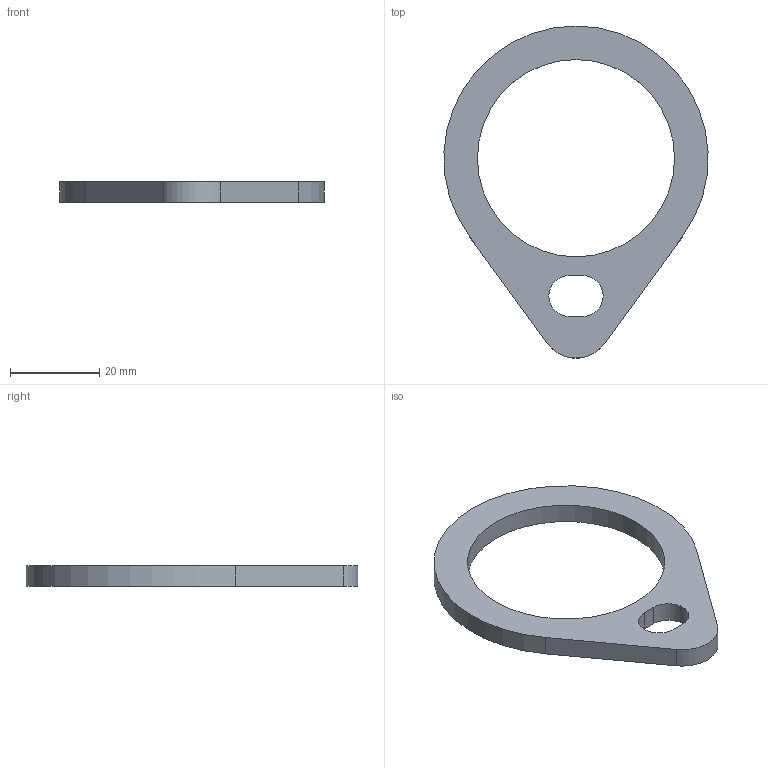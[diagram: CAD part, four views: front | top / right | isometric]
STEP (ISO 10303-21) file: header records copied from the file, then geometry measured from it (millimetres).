
FILE_DESCRIPTION(/* description */ ('Alibre Inc.'),/* implementation_level */ '2;1');
FILE_NAME(/* name */ 'export0',/* time_stamp */ '2011-03-14T11:22:35+01:00',/* author */ (''),/* organization */ (''),/* preprocessor_version */ 'ST-DEVELOPER v12',/* originating_system */ 'Alibre',/* authorisation */ '');
FILE_SCHEMA (('ALIBRE_SCHEMA','CONFIG_CONTROL_DESIGN'));
Length unit declared in the file: centimetre
Products named in the file (1): Auspuffflansch Shovelhead
Bounding box: 59.33 x 74.57 x 4.5 mm (x, y, z)
Volume: 6705.6 mm3; surface area: 4688 mm2
Topology: 1 solids, 1 shells, 11 faces, 27 edges, 18 vertices
Faces by surface type: plane 6, cylinder 5
Full cylindrical faces by diameter (mm): 44.3 x1
Entity records: 1639 total; most frequent: CARTESIAN_POINT 296, REFERENCEDEPENDENTUV 131, DIRECTION 102, CONSTRAINTPAIRUV 71, ORIENTED_EDGE 52, VECTOR 52, REFERENCEPOINTUV 47, TEXTBUNDLE 42
